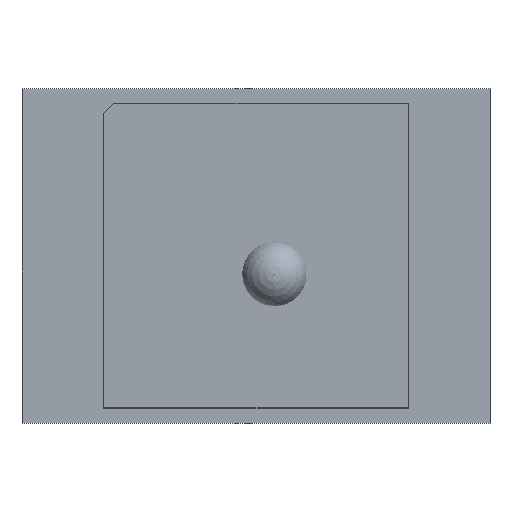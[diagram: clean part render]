
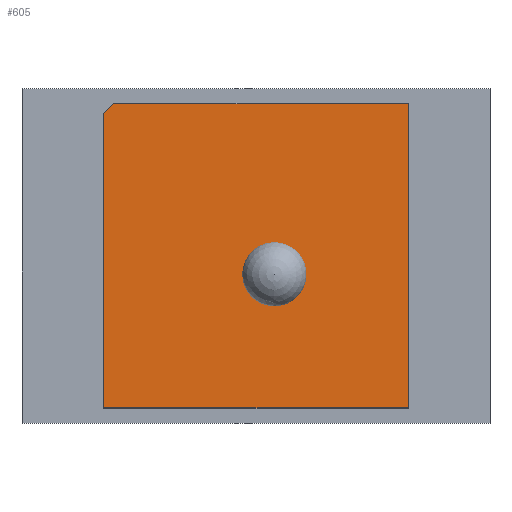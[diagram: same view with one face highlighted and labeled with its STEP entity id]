
A CAD part, top view. The second image highlights one B-rep face of the part: STEP entity #605.
In plain terms, the highlighted planar face has unit normal (0, 0, 1).
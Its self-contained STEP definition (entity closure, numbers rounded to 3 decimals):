
#444 = VERTEX_POINT('',#445);
#445 = CARTESIAN_POINT('',(9.1,9.1,4.));
#451 = EDGE_CURVE('',#444,#452,#454,.T.);
#452 = VERTEX_POINT('',#453);
#453 = CARTESIAN_POINT('',(9.1,-9.1,4.));
#454 = LINE('',#455,#456);
#455 = CARTESIAN_POINT('',(9.1,9.1,4.));
#456 = VECTOR('',#457,1.);
#457 = DIRECTION('',(0.,-1.,0.));
#482 = EDGE_CURVE('',#452,#483,#485,.T.);
#483 = VERTEX_POINT('',#484);
#484 = CARTESIAN_POINT('',(-9.1,-9.1,4.));
#485 = LINE('',#486,#487);
#486 = CARTESIAN_POINT('',(9.1,-9.1,4.));
#487 = VECTOR('',#488,1.);
#488 = DIRECTION('',(-1.,0.,0.));
#513 = EDGE_CURVE('',#483,#514,#516,.T.);
#514 = VERTEX_POINT('',#515);
#515 = CARTESIAN_POINT('',(-9.1,8.5,4.));
#516 = LINE('',#517,#518);
#517 = CARTESIAN_POINT('',(-9.1,-9.1,4.));
#518 = VECTOR('',#519,1.);
#519 = DIRECTION('',(0.,1.,0.));
#544 = EDGE_CURVE('',#514,#545,#547,.T.);
#545 = VERTEX_POINT('',#546);
#546 = CARTESIAN_POINT('',(-8.5,9.1,4.));
#547 = LINE('',#548,#549);
#548 = CARTESIAN_POINT('',(-9.1,8.5,4.));
#549 = VECTOR('',#550,1.);
#550 = DIRECTION('',(0.707,0.707,0.));
#575 = EDGE_CURVE('',#545,#444,#576,.T.);
#576 = LINE('',#577,#578);
#577 = CARTESIAN_POINT('',(-8.5,9.1,4.));
#578 = VECTOR('',#579,1.);
#579 = DIRECTION('',(1.,0.,0.));
#605 = ADVANCED_FACE('',(#606),#613,.T.);
#606 = FACE_BOUND('',#607,.F.);
#607 = EDGE_LOOP('',(#608,#609,#610,#611,#612));
#608 = ORIENTED_EDGE('',*,*,#451,.T.);
#609 = ORIENTED_EDGE('',*,*,#482,.T.);
#610 = ORIENTED_EDGE('',*,*,#513,.T.);
#611 = ORIENTED_EDGE('',*,*,#544,.T.);
#612 = ORIENTED_EDGE('',*,*,#575,.T.);
#613 = PLANE('',#614);
#614 = AXIS2_PLACEMENT_3D('',#615,#616,#617);
#615 = CARTESIAN_POINT('',(9.1,9.1,4.));
#616 = DIRECTION('',(0.,0.,1.));
#617 = DIRECTION('',(1.,0.,0.));
